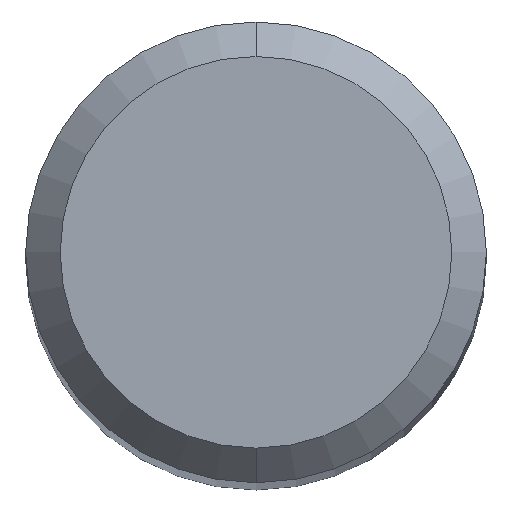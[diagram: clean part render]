
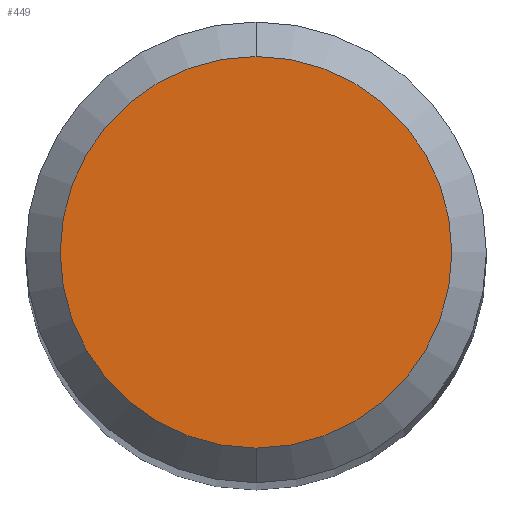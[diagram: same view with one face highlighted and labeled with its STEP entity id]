
A CAD part, top view. The second image highlights one B-rep face of the part: STEP entity #449.
In plain terms, the highlighted planar face has unit normal (0, 0, 1).
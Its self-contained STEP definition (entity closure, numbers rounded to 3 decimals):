
#411=VERTEX_POINT('',#981);
#419=EDGE_CURVE('',#687,#411,#990,.T.);
#449=ADVANCED_FACE('',(#1021),#1022,.T.);
#687=VERTEX_POINT('',#1280);
#731=EDGE_CURVE('',#411,#687,#1329,.T.);
#981=CARTESIAN_POINT('',(0.0,1.7,0.0));
#990=CIRCLE('',#1684,1.7);
#1021=FACE_OUTER_BOUND('',#1747,.T.);
#1022=PLANE('',#1748);
#1280=CARTESIAN_POINT('',(0.,-1.7,0.0));
#1329=CIRCLE('',#2457,1.7);
#1684=AXIS2_PLACEMENT_3D('',#2834,#2835,#2836);
#1747=EDGE_LOOP('',(#2856,#2857));
#1748=AXIS2_PLACEMENT_3D('',#2858,#2859,#2860);
#2457=AXIS2_PLACEMENT_3D('',#3248,#3249,#3250);
#2834=CARTESIAN_POINT('',(0.0,0.0,0.0));
#2835=DIRECTION('',(0.0,0.0,-1.0));
#2836=DIRECTION('',(0.0,1.0,0.0));
#2856=ORIENTED_EDGE('',*,*,#731,.F.);
#2857=ORIENTED_EDGE('',*,*,#419,.F.);
#2858=CARTESIAN_POINT('',(0.0,0.85,0.0));
#2859=DIRECTION('',(-0.0,0.0,1.0));
#2860=DIRECTION('',(0.0,-1.0,0.0));
#3248=CARTESIAN_POINT('',(0.0,0.0,0.0));
#3249=DIRECTION('',(0.0,0.0,-1.0));
#3250=DIRECTION('',(0.0,1.0,0.0));
